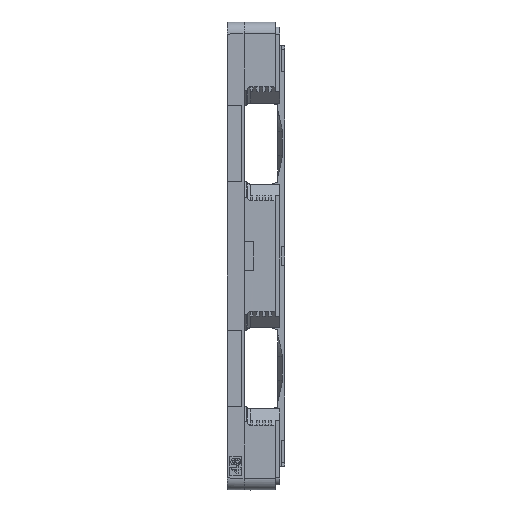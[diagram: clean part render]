
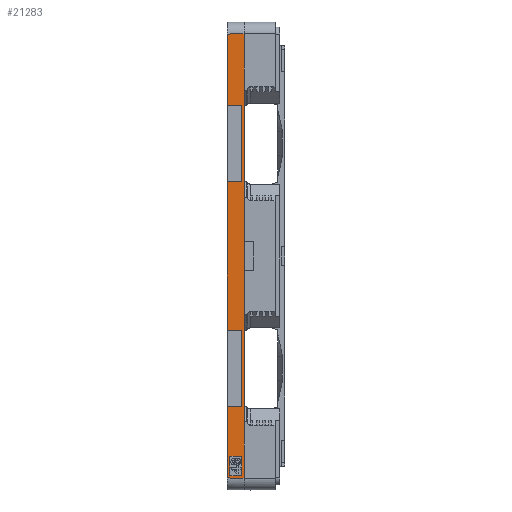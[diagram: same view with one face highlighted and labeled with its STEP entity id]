
A CAD part, left-side view. The second image highlights one B-rep face of the part: STEP entity #21283.
In plain terms, the highlighted planar face has unit normal (-1, 0.018, 0).
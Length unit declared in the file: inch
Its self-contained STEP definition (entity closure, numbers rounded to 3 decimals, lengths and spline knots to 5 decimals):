
#1608=DIRECTION('',(0.,0.,1.));
#1609=VECTOR('',#1608,11.19658);
#1610=CARTESIAN_POINT('',(-45.88,-1.75,-41.79579));
#1611=LINE('',#1610,#1609);
#1628=DIRECTION('',(0.,0.,-1.));
#1629=VECTOR('',#1628,11.19658);
#1630=CARTESIAN_POINT('',(-45.88,-1.75,-7.12421));
#1631=LINE('',#1630,#1629);
#2180=DIRECTION('',(0.,0.,-1.));
#2181=VECTOR('',#2180,3.);
#2182=CARTESIAN_POINT('',(-45.88,-1.75,-22.96));
#2183=LINE('',#2182,#2181);
#2184=DIRECTION('',(0.,0.,1.));
#2185=VECTOR('',#2184,7.46414);
#2186=CARTESIAN_POINT('',(-45.84945,0.,-47.66164));
#2187=LINE('',#2186,#2185);
#2188=DIRECTION('',(-0.017,-1.,0.));
#2189=VECTOR('',#2188,1.50023);
#2190=CARTESIAN_POINT('',(-45.84945,0.,-40.1975));
#2191=LINE('',#2190,#2189);
#2192=DIRECTION('',(0.,0.,1.));
#2193=VECTOR('',#2192,8.);
#2194=CARTESIAN_POINT('',(-45.87564,-1.5,-40.1975));
#2195=LINE('',#2194,#2193);
#2196=DIRECTION('',(-0.017,-1.,0.));
#2197=VECTOR('',#2196,1.50023);
#2198=CARTESIAN_POINT('',(-45.84945,0.,-32.1975));
#2199=LINE('',#2198,#2197);
#2200=DIRECTION('',(0.,0.,1.));
#2201=VECTOR('',#2200,15.475);
#2202=CARTESIAN_POINT('',(-45.84945,0.,-32.1975));
#2203=LINE('',#2202,#2201);
#2204=DIRECTION('',(-0.017,-1.,0.));
#2205=VECTOR('',#2204,1.50023);
#2206=CARTESIAN_POINT('',(-45.84945,0.,-16.7225));
#2207=LINE('',#2206,#2205);
#2208=DIRECTION('',(0.,0.,-1.));
#2209=VECTOR('',#2208,8.);
#2210=CARTESIAN_POINT('',(-45.87564,-1.5,-8.7225));
#2211=LINE('',#2210,#2209);
#2212=DIRECTION('',(-0.017,-1.,0.));
#2213=VECTOR('',#2212,1.50023);
#2214=CARTESIAN_POINT('',(-45.84945,0.,-8.7225));
#2215=LINE('',#2214,#2213);
#2216=DIRECTION('',(0.,0.,-1.));
#2217=VECTOR('',#2216,7.46414);
#2218=CARTESIAN_POINT('',(-45.84945,0.,-1.25836));
#2219=LINE('',#2218,#2217);
#2220=DIRECTION('',(0.,0.,-1.));
#2221=VECTOR('',#2220,1.75);
#2222=CARTESIAN_POINT('',(-45.85382,-0.25,-45.53664));
#2223=LINE('',#2222,#2221);
#2224=DIRECTION('',(-0.017,-1.,0.));
#2225=VECTOR('',#2224,1.00015);
#2226=CARTESIAN_POINT('',(-45.856,-0.375,-47.41164));
#2227=LINE('',#2226,#2225);
#2228=DIRECTION('',(0.,0.,1.));
#2229=VECTOR('',#2228,1.75);
#2230=CARTESIAN_POINT('',(-45.87564,-1.5,-47.28664));
#2231=LINE('',#2230,#2229);
#2232=DIRECTION('',(0.017,1.,0.));
#2233=VECTOR('',#2232,1.00015);
#2234=CARTESIAN_POINT('',(-45.87345,-1.375,-45.41164));
#2235=LINE('',#2234,#2233);
#2284=DIRECTION('',(0.,0.,1.));
#2285=VECTOR('',#2284,4.63921);
#2286=CARTESIAN_POINT('',(-45.88,-1.75,-30.59921));
#2287=LINE('',#2286,#2285);
#2296=DIRECTION('',(0.,0.,-1.));
#2297=VECTOR('',#2296,4.63921);
#2298=CARTESIAN_POINT('',(-45.88,-1.75,-18.32079));
#2299=LINE('',#2298,#2297);
#4241=DIRECTION('',(0.,0.,1.));
#4242=VECTOR('',#4241,5.8963);
#4243=CARTESIAN_POINT('',(-45.88,-1.75,
-47.69209));
#4244=LINE('',#4243,#4242);
#8978=DIRECTION('',(0.,0.,-1.));
#8979=VECTOR('',#8978,5.8963);
#8980=CARTESIAN_POINT('',(-45.88,-1.75,
-1.22791));
#8981=LINE('',#8980,#8979);
#10307=CARTESIAN_POINT('',(-45.88,-1.75,
-1.22791));
#10309=DIRECTION('',(-0.017,-1.,0.017));
#10310=VECTOR('',#10309,1.75053);
#10311=CARTESIAN_POINT('',(-45.84945,0.,-1.25836));
#10312=LINE('',#10311,#10310);
#10319=CARTESIAN_POINT('',(-45.84945,0.,-1.25836));
#12663=CARTESIAN_POINT('',(-45.88,-1.75,
-47.69209));
#12675=CARTESIAN_POINT('',(-45.84945,0.,-47.66164));
#12677=DIRECTION('',(-0.017,-1.,-0.017));
#12678=VECTOR('',#12677,1.75053);
#12679=CARTESIAN_POINT('',(-45.84945,0.,-47.66164));
#12680=LINE('',#12679,#12678);
#13741=CARTESIAN_POINT('',(-45.856,-0.375,-47.41164));
#13742=CARTESIAN_POINT('',(-45.85527,-0.33334,
-47.41164));
#13743=CARTESIAN_POINT('',(-45.85437,-0.28156,
-47.38009));
#13744=CARTESIAN_POINT('',(-45.85382,-0.25,-47.32831));
#13745=CARTESIAN_POINT('',(-45.85382,-0.25,-47.28664));
#14642=CARTESIAN_POINT('',(-45.87564,-1.5,-47.28664));
#14643=CARTESIAN_POINT('',(-45.87564,-1.5,-47.32831));
#14644=CARTESIAN_POINT('',(-45.87509,-1.46844,
-47.38009));
#14645=CARTESIAN_POINT('',(-45.87418,-1.41666,
-47.41164));
#14646=CARTESIAN_POINT('',(-45.87345,-1.375,-47.41164));
#14661=CARTESIAN_POINT('',(-45.87345,-1.375,-45.41164));
#14662=CARTESIAN_POINT('',(-45.87418,-1.41666,
-45.41164));
#14663=CARTESIAN_POINT('',(-45.87509,-1.46844,
-45.44319));
#14664=CARTESIAN_POINT('',(-45.87564,-1.5,-45.49497));
#14665=CARTESIAN_POINT('',(-45.87564,-1.5,-45.53664));
#14680=CARTESIAN_POINT('',(-45.85382,-0.25,-45.53664));
#14681=CARTESIAN_POINT('',(-45.85382,-0.25,-45.49497));
#14682=CARTESIAN_POINT('',(-45.85437,-0.28156,
-45.44319));
#14683=CARTESIAN_POINT('',(-45.85527,-0.33334,
-45.41164));
#14684=CARTESIAN_POINT('',(-45.856,-0.375,-45.41164));
#16081=VERTEX_POINT('',#14642);
#16082=VERTEX_POINT('',#14646);
#16083=VERTEX_POINT('',#13741);
#16084=VERTEX_POINT('',#13745);
#16085=VERTEX_POINT('',#14680);
#16086=VERTEX_POINT('',#14684);
#16087=VERTEX_POINT('',#14661);
#16088=VERTEX_POINT('',#14665);
#16419=CARTESIAN_POINT('',(-45.88,-1.75,-7.12421));
#16420=CARTESIAN_POINT('',(-45.88,-1.75,-18.32079));
#16421=VERTEX_POINT('',#16419);
#16422=VERTEX_POINT('',#16420);
#16443=VERTEX_POINT('',#10319);
#16558=CARTESIAN_POINT('',(-45.84945,0.,-8.7225));
#16559=VERTEX_POINT('',#16558);
#16560=CARTESIAN_POINT('',(-45.84945,0.,-16.7225));
#16561=VERTEX_POINT('',#16560);
#16562=CARTESIAN_POINT('',(-45.87564,-1.5,-8.7225));
#16563=VERTEX_POINT('',#16562);
#16564=CARTESIAN_POINT('',(-45.87564,-1.5,-16.7225));
#16565=VERTEX_POINT('',#16564);
#16799=CARTESIAN_POINT('',(-45.88,-1.75,-41.79579));
#16800=CARTESIAN_POINT('',(-45.88,-1.75,-30.59921));
#16801=VERTEX_POINT('',#16799);
#16802=VERTEX_POINT('',#16800);
#16823=VERTEX_POINT('',#12675);
#16938=CARTESIAN_POINT('',(-45.84945,0.,-40.1975));
#16939=VERTEX_POINT('',#16938);
#16940=CARTESIAN_POINT('',(-45.84945,0.,-32.1975));
#16941=VERTEX_POINT('',#16940);
#16942=CARTESIAN_POINT('',(-45.87564,-1.5,-40.1975));
#16943=VERTEX_POINT('',#16942);
#16944=CARTESIAN_POINT('',(-45.87564,-1.5,-32.1975));
#16945=VERTEX_POINT('',#16944);
#17323=CARTESIAN_POINT('',(-45.88,-1.75,-22.96));
#17324=VERTEX_POINT('',#17323);
#17820=VERTEX_POINT('',#10307);
#18527=CARTESIAN_POINT('',(-45.88,-1.75,-25.96));
#18528=VERTEX_POINT('',#18527);
#19012=VERTEX_POINT('',#12663);
#21228=CARTESIAN_POINT('',(-45.88,-1.75,0.40296));
#21229=DIRECTION('',(1.,-0.017,0.));
#21230=DIRECTION('',(0.,0.,1.));
#21231=AXIS2_PLACEMENT_3D('',#21228,#21229,#21230);
#21232=PLANE('',#21231);
#21233=ORIENTED_EDGE('',*,*,#20583,.T.);
#21235=ORIENTED_EDGE('',*,*,#21234,.F.);
#21236=ORIENTED_EDGE('',*,*,#20639,.F.);
#21238=ORIENTED_EDGE('',*,*,#21237,.F.);
#21240=ORIENTED_EDGE('',*,*,#21239,.F.);
#21241=ORIENTED_EDGE('',*,*,#21046,.T.);
#21243=ORIENTED_EDGE('',*,*,#21242,.T.);
#21245=ORIENTED_EDGE('',*,*,#21244,.T.);
#21247=ORIENTED_EDGE('',*,*,#21246,.F.);
#21248=ORIENTED_EDGE('',*,*,#21038,.T.);
#21250=ORIENTED_EDGE('',*,*,#21249,.T.);
#21252=ORIENTED_EDGE('',*,*,#21251,.F.);
#21254=ORIENTED_EDGE('',*,*,#21253,.F.);
#21255=ORIENTED_EDGE('',*,*,#21110,.F.);
#21257=ORIENTED_EDGE('',*,*,#21256,.T.);
#21259=ORIENTED_EDGE('',*,*,#21258,.T.);
#21260=ORIENTED_EDGE('',*,*,#20651,.T.);
#21262=ORIENTED_EDGE('',*,*,#21261,.T.);
#21263=EDGE_LOOP('',(#21233,#21235,#21236,#21238,#21240,#21241,#21243,#21245,
#21247,#21248,#21250,#21252,#21254,#21255,#21257,#21259,#21260,#21262));
#21264=FACE_OUTER_BOUND('',#21263,.F.);
#21266=ORIENTED_EDGE('',*,*,#21265,.T.);
#21268=ORIENTED_EDGE('',*,*,#21267,.F.);
#21270=ORIENTED_EDGE('',*,*,#21269,.T.);
#21272=ORIENTED_EDGE('',*,*,#21271,.F.);
#21274=ORIENTED_EDGE('',*,*,#21273,.T.);
#21276=ORIENTED_EDGE('',*,*,#21275,.F.);
#21278=ORIENTED_EDGE('',*,*,#21277,.T.);
#21280=ORIENTED_EDGE('',*,*,#21279,.F.);
#21281=EDGE_LOOP('',(#21266,#21268,#21270,#21272,#21274,#21276,#21278,#21280));
#21282=FACE_BOUND('',#21281,.F.);
#21283=ADVANCED_FACE('',(#21264,#21282),#21232,.F.);
#13746=B_SPLINE_CURVE_WITH_KNOTS('',3,(#13741,#13742,#13743,#13744,#13745),
.UNSPECIFIED.,.F.,.F.,(4,1,4),(0.,0.5,1.),.UNSPECIFIED.);
#14647=B_SPLINE_CURVE_WITH_KNOTS('',3,(#14642,#14643,#14644,#14645,#14646),
.UNSPECIFIED.,.F.,.F.,(4,1,4),(0.,0.5,1.),.UNSPECIFIED.);
#14666=B_SPLINE_CURVE_WITH_KNOTS('',3,(#14661,#14662,#14663,#14664,#14665),
.UNSPECIFIED.,.F.,.F.,(4,1,4),(0.,0.5,1.),.UNSPECIFIED.);
#14685=B_SPLINE_CURVE_WITH_KNOTS('',3,(#14680,#14681,#14682,#14683,#14684),
.UNSPECIFIED.,.F.,.F.,(4,1,4),(0.,0.5,1.),.UNSPECIFIED.);
#20583=EDGE_CURVE('',#17324,#18528,#2183,.T.);
#20639=EDGE_CURVE('',#16801,#16802,#1611,.T.);
#20651=EDGE_CURVE('',#16421,#16422,#1631,.T.);
#21038=EDGE_CURVE('',#16941,#16561,#2203,.T.);
#21046=EDGE_CURVE('',#16823,#16939,#2187,.T.);
#21110=EDGE_CURVE('',#16443,#16559,#2219,.T.);
#21234=EDGE_CURVE('',#16802,#18528,#2287,.T.);
#21237=EDGE_CURVE('',#19012,#16801,#4244,.T.);
#21239=EDGE_CURVE('',#16823,#19012,#12680,.T.);
#21242=EDGE_CURVE('',#16939,#16943,#2191,.T.);
#21244=EDGE_CURVE('',#16943,#16945,#2195,.T.);
#21246=EDGE_CURVE('',#16941,#16945,#2199,.T.);
#21249=EDGE_CURVE('',#16561,#16565,#2207,.T.);
#21251=EDGE_CURVE('',#16563,#16565,#2211,.T.);
#21253=EDGE_CURVE('',#16559,#16563,#2215,.T.);
#21256=EDGE_CURVE('',#16443,#17820,#10312,.T.);
#21258=EDGE_CURVE('',#17820,#16421,#8981,.T.);
#21261=EDGE_CURVE('',#16422,#17324,#2299,.T.);
#21265=EDGE_CURVE('',#16085,#16084,#2223,.T.);
#21267=EDGE_CURVE('',#16083,#16084,#13746,.T.);
#21269=EDGE_CURVE('',#16083,#16082,#2227,.T.);
#21271=EDGE_CURVE('',#16081,#16082,#14647,.T.);
#21273=EDGE_CURVE('',#16081,#16088,#2231,.T.);
#21275=EDGE_CURVE('',#16087,#16088,#14666,.T.);
#21277=EDGE_CURVE('',#16087,#16086,#2235,.T.);
#21279=EDGE_CURVE('',#16085,#16086,#14685,.T.);
